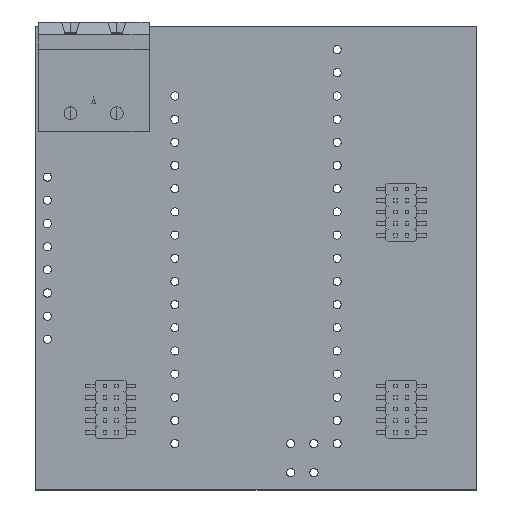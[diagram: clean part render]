
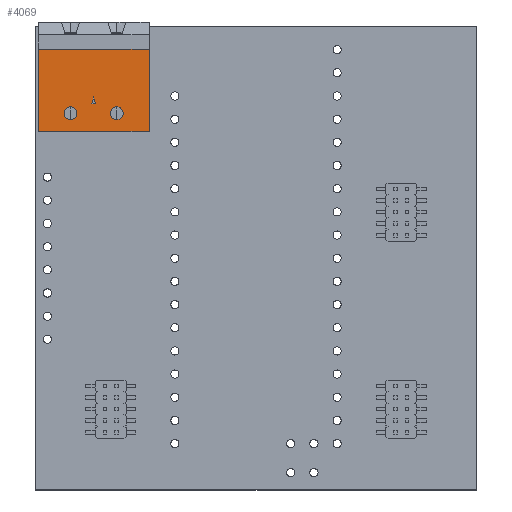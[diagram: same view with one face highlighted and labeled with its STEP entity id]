
A CAD part, top view. The second image highlights one B-rep face of the part: STEP entity #4069.
In plain terms, the highlighted face is planar.
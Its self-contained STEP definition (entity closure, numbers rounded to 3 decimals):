
#2173 = VERTEX_POINT('',#2174);
#2174 = CARTESIAN_POINT('',(45.627,45.443,3.54));
#2180 = EDGE_CURVE('',#2181,#2173,#2183,.T.);
#2181 = VERTEX_POINT('',#2182);
#2182 = CARTESIAN_POINT('',(36.627,45.443,3.54));
#2183 = LINE('',#2184,#2185);
#2184 = CARTESIAN_POINT('',(0.,45.443,3.54));
#2185 = VECTOR('',#2186,1.);
#2186 = DIRECTION('',(1.,0.,0.));
#3183 = EDGE_CURVE('',#3184,#2181,#3186,.T.);
#3184 = VERTEX_POINT('',#3185);
#3185 = CARTESIAN_POINT('',(36.627,45.443,-8.62));
#3186 = LINE('',#3187,#3188);
#3187 = CARTESIAN_POINT('',(36.627,45.443,-0.08));
#3188 = VECTOR('',#3189,1.);
#3189 = DIRECTION('',(0.,0.,1.));
#3915 = EDGE_CURVE('',#3916,#3918,#3920,.T.);
#3916 = VERTEX_POINT('',#3917);
#3917 = CARTESIAN_POINT('',(39.327,45.443,0.));
#3918 = VERTEX_POINT('',#3919);
#3919 = CARTESIAN_POINT('',(37.927,45.443,0.));
#3920 = CIRCLE('',#3921,0.7);
#3921 = AXIS2_PLACEMENT_3D('',#3922,#3923,#3924);
#3922 = CARTESIAN_POINT('',(38.627,45.443,
    0.));
#3923 = DIRECTION('',(0.,-1.,0.));
#3924 = DIRECTION('',(1.,0.,0.));
#4035 = VERTEX_POINT('',#4036);
#4036 = CARTESIAN_POINT('',(45.627,45.443,-8.62));
#4042 = EDGE_CURVE('',#2173,#4035,#4043,.T.);
#4043 = LINE('',#4044,#4045);
#4044 = CARTESIAN_POINT('',(45.627,45.443,0.));
#4045 = VECTOR('',#4046,1.);
#4046 = DIRECTION('',(0.,0.,-1.));
#4057 = EDGE_CURVE('',#3918,#3916,#4058,.T.);
#4058 = CIRCLE('',#4059,0.7);
#4059 = AXIS2_PLACEMENT_3D('',#4060,#4061,#4062);
#4060 = CARTESIAN_POINT('',(38.627,45.443,
    0.));
#4061 = DIRECTION('',(0.,-1.,0.));
#4062 = DIRECTION('',(1.,0.,0.));
#4069 = ADVANCED_FACE('',(#4070,#4074,#4100,#4111),#4131,.F.);
#4070 = FACE_BOUND('',#4071,.T.);
#4071 = EDGE_LOOP('',(#4072,#4073));
#4072 = ORIENTED_EDGE('',*,*,#4057,.T.);
#4073 = ORIENTED_EDGE('',*,*,#3915,.T.);
#4074 = FACE_BOUND('',#4075,.T.);
#4075 = EDGE_LOOP('',(#4076,#4086,#4094));
#4076 = ORIENTED_EDGE('',*,*,#4077,.F.);
#4077 = EDGE_CURVE('',#4078,#4080,#4082,.T.);
#4078 = VERTEX_POINT('',#4079);
#4079 = CARTESIAN_POINT('',(39.677,45.443,
    -2.339));
#4080 = VERTEX_POINT('',#4081);
#4081 = CARTESIAN_POINT('',(40.427,45.443,-2.54));
#4082 = LINE('',#4083,#4084);
#4083 = CARTESIAN_POINT('',(0.,45.443,8.292));
#4084 = VECTOR('',#4085,1.);
#4085 = DIRECTION('',(0.966,0.,-0.259));
#4086 = ORIENTED_EDGE('',*,*,#4087,.T.);
#4087 = EDGE_CURVE('',#4078,#4088,#4090,.T.);
#4088 = VERTEX_POINT('',#4089);
#4089 = CARTESIAN_POINT('',(39.677,45.443,
    -2.741));
#4090 = LINE('',#4091,#4092);
#4091 = CARTESIAN_POINT('',(39.677,45.443,0.));
#4092 = VECTOR('',#4093,1.);
#4093 = DIRECTION('',(0.,0.,-1.));
#4094 = ORIENTED_EDGE('',*,*,#4095,.T.);
#4095 = EDGE_CURVE('',#4088,#4080,#4096,.T.);
#4096 = LINE('',#4097,#4098);
#4097 = CARTESIAN_POINT('',(0.,45.443,-13.372));
#4098 = VECTOR('',#4099,1.);
#4099 = DIRECTION('',(0.966,0.,0.259));
#4100 = FACE_BOUND('',#4101,.T.);
#4101 = EDGE_LOOP('',(#4102,#4103,#4109,#4110));
#4102 = ORIENTED_EDGE('',*,*,#4042,.T.);
#4103 = ORIENTED_EDGE('',*,*,#4104,.F.);
#4104 = EDGE_CURVE('',#3184,#4035,#4105,.T.);
#4105 = LINE('',#4106,#4107);
#4106 = CARTESIAN_POINT('',(0.,45.443,-8.62));
#4107 = VECTOR('',#4108,1.);
#4108 = DIRECTION('',(1.,0.,0.));
#4109 = ORIENTED_EDGE('',*,*,#3183,.T.);
#4110 = ORIENTED_EDGE('',*,*,#2180,.T.);
#4111 = FACE_BOUND('',#4112,.T.);
#4112 = EDGE_LOOP('',(#4113,#4124));
#4113 = ORIENTED_EDGE('',*,*,#4114,.T.);
#4114 = EDGE_CURVE('',#4115,#4117,#4119,.T.);
#4115 = VERTEX_POINT('',#4116);
#4116 = CARTESIAN_POINT('',(39.327,45.443,-5.08));
#4117 = VERTEX_POINT('',#4118);
#4118 = CARTESIAN_POINT('',(37.927,45.443,-5.08));
#4119 = CIRCLE('',#4120,0.7);
#4120 = AXIS2_PLACEMENT_3D('',#4121,#4122,#4123);
#4121 = CARTESIAN_POINT('',(38.627,45.443,-5.08));
#4122 = DIRECTION('',(0.,-1.,0.));
#4123 = DIRECTION('',(1.,0.,0.));
#4124 = ORIENTED_EDGE('',*,*,#4125,.T.);
#4125 = EDGE_CURVE('',#4117,#4115,#4126,.T.);
#4126 = CIRCLE('',#4127,0.7);
#4127 = AXIS2_PLACEMENT_3D('',#4128,#4129,#4130);
#4128 = CARTESIAN_POINT('',(38.627,45.443,-5.08));
#4129 = DIRECTION('',(0.,-1.,0.));
#4130 = DIRECTION('',(1.,0.,0.));
#4131 = PLANE('',#4132);
#4132 = AXIS2_PLACEMENT_3D('',#4133,#4134,#4135);
#4133 = CARTESIAN_POINT('',(40.968,45.443,
    -4.011));
#4134 = DIRECTION('',(0.,-1.,0.));
#4135 = DIRECTION('',(1.,0.,0.));
